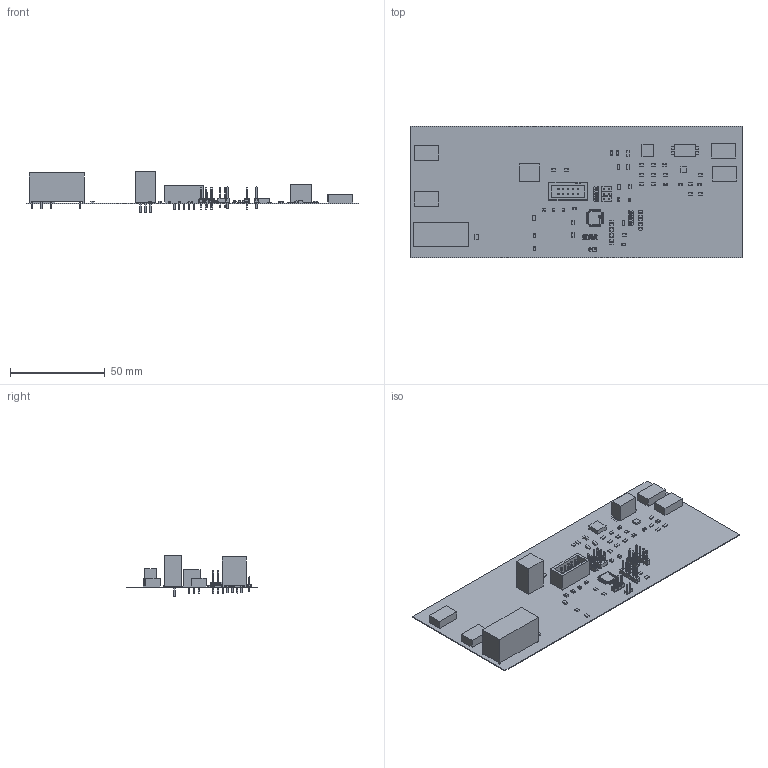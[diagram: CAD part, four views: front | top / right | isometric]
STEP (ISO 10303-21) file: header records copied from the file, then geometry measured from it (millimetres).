
FILE_DESCRIPTION(('Open CASCADE Model'),'2;1');
FILE_NAME('Open CASCADE Shape Model','2023-05-23T23:26:52',('Author'),( 'Open CASCADE'),'Open CASCADE STEP processor 7.5','Open CASCADE 7.5' ,'Unknown');
FILE_SCHEMA(('AUTOMOTIVE_DESIGN { 1 0 10303 214 1 1 1 1 }'));
Length unit declared in the file: millimetre
Products named in the file (110): PCB; Board; Open CASCADE STEP translator 7.5 1.1.1; T4; 6149090576; Extruded; T5; 6149091216; T3; T2; T1; RE1; 6216907440; R22; 6149086096; 6149085776; R21; R20; 6362677200; 6175129552; R19; R18; R17; R16; R15; R14; R13; R12; R11; R10; R9; R8; R7; R6; R5; R4; R3; R2; R1; L2 ...
Assembly tree (219 placements, depth 4):
  PCB
    Board
      Open CASCADE STEP translator 7.5 1.1.1
    T4
      6149090576
        Extruded
    T5
      6149091216
        Extruded
    T3
      6149091216
        Extruded
    T2
      6149091216
        Extruded
    T1
      6149091216
        Extruded
    RE1
      6216907440
    R22
      6149086096
        Extruded
      6149085776  x2
        Extruded
    R21
      6149085776  x2
        Extruded
      6149086096
        Extruded
    R20
      6362677200
        Extruded
      6175129552  x2
        Extruded
    R19
      6175129552  x2
        Extruded
      6362677200
        Extruded
    R18
      6149086096
        Extruded
      6149085776  x2
        Extruded
    R17
      6149085776  x2
        Extruded
      6149086096
        Extruded
    R16
      6149086096
        Extruded
      6149085776  x2
        Extruded
    R15
      6149085776  x2
        Extruded
      6149086096
        Extruded
Bounding box: 174.88 x 69.09 x 21.6 mm (x, y, z)
Volume: 16497 mm3; surface area: 33493.5 mm2
Topology: 247 solids, 247 shells, 4713 faces, 18612 edges, 21186 vertices
Faces by surface type: plane 2570, bspline 1278, cylinder 657, sphere 200, torus 8
Full cylindrical faces by diameter (mm): 0.56 x1, 0.88 x9
Entity records: 74278 total; most frequent: CARTESIAN_POINT 16317, ORIENTED_EDGE 10326, DIRECTION 9656, EDGE_CURVE 5163, LINE 4054, VECTOR 4054, VERTEX_POINT 3320, AXIS2_PLACEMENT_3D 2801
